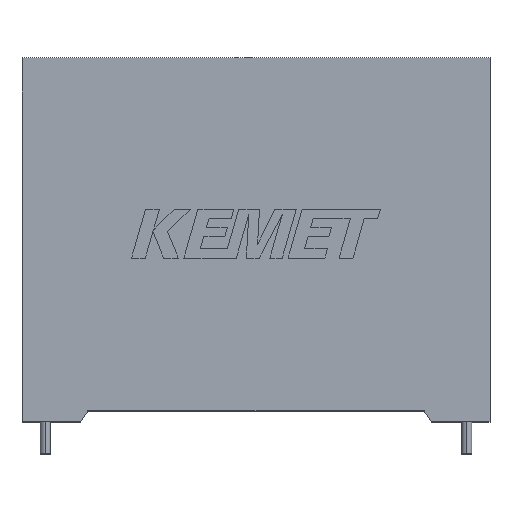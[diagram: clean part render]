
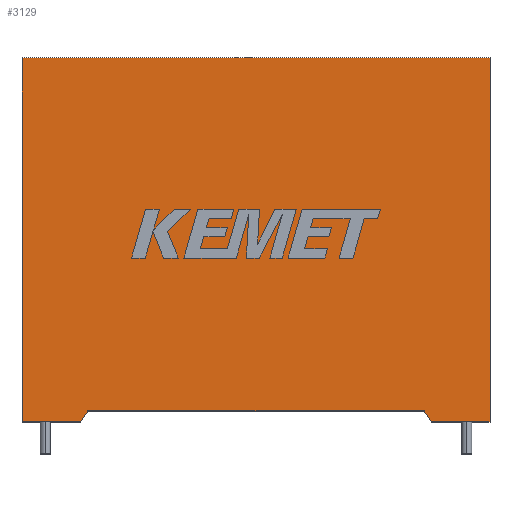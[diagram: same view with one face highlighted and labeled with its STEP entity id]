
A CAD part, top view. The second image highlights one B-rep face of the part: STEP entity #3129.
In plain terms, the highlighted planar face has unit normal (0, 0, 1).
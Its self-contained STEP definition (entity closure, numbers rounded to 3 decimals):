
#12 = VECTOR ( 'NONE', #953, 1000. ) ;
#43 = CARTESIAN_POINT ( 'NONE',  ( 58.3, 45.3, 30.5 ) ) ;
#44 = DIRECTION ( 'NONE',  ( 0., -1., 0. ) ) ;
#93 = LINE ( 'NONE', #2981, #435 ) ;
#113 = VECTOR ( 'NONE', #2835, 1000. ) ;
#202 = VECTOR ( 'NONE', #940, 1000. ) ;
#239 = VECTOR ( 'NONE', #1649, 1000. ) ;
#244 = DIRECTION ( 'NONE',  ( 0., 1., 0. ) ) ;
#305 = AXIS2_PLACEMENT_3D ( 'NONE', #1841, #1328, #400 ) ;
#312 = LINE ( 'NONE', #1545, #239 ) ;
#367 = CARTESIAN_POINT ( 'NONE',  ( 0., 45.3, 30.5 ) ) ;
#400 = DIRECTION ( 'NONE',  ( -1., 0., 0. ) ) ;
#435 = VECTOR ( 'NONE', #44, 1000. ) ;
#469 = CARTESIAN_POINT ( 'NONE',  ( 58.3, 0., 30.5 ) ) ;
#543 = VERTEX_POINT ( 'NONE', #2781 ) ;
#565 = PLANE ( 'NONE',  #305 ) ;
#581 = EDGE_CURVE ( 'NONE', #3021, #3104, #1702, .T. ) ;
#589 = ORIENTED_EDGE ( 'NONE', *, *, #1224, .T. ) ;
#697 = VECTOR ( 'NONE', #244, 1000. ) ;
#719 = ORIENTED_EDGE ( 'NONE', *, *, #2014, .T. ) ;
#726 = CARTESIAN_POINT ( 'NONE',  ( 0., 0., 30.5 ) ) ;
#940 = DIRECTION ( 'NONE',  ( 1., 0., 0. ) ) ;
#943 = EDGE_CURVE ( 'NONE', #1035, #543, #93, .T. ) ;
#953 = DIRECTION ( 'NONE',  ( 1., 0., 0. ) ) ;
#1035 = VERTEX_POINT ( 'NONE', #367 ) ;
#1036 = LINE ( 'NONE', #1278, #2886 ) ;
#1057 = ORIENTED_EDGE ( 'NONE', *, *, #581, .F. ) ;
#1179 = DIRECTION ( 'NONE',  ( -1., 0., 0. ) ) ;
#1224 = EDGE_CURVE ( 'NONE', #2972, #1035, #2997, .T. ) ;
#1226 = FACE_OUTER_BOUND ( 'NONE', #1753, .T. ) ;
#1278 = CARTESIAN_POINT ( 'NONE',  ( 8.2, 1.332, 30.5 ) ) ;
#1279 = CARTESIAN_POINT ( 'NONE',  ( 50.1, 1.332, 30.5 ) ) ;
#1289 = EDGE_CURVE ( 'NONE', #1833, #1953, #2025, .T. ) ;
#1328 = DIRECTION ( 'NONE',  ( 0., 0., -1. ) ) ;
#1340 = LINE ( 'NONE', #469, #697 ) ;
#1443 = LINE ( 'NONE', #2160, #202 ) ;
#1525 = VERTEX_POINT ( 'NONE', #2508 ) ;
#1545 = CARTESIAN_POINT ( 'NONE',  ( 50.1, 1.332, 30.5 ) ) ;
#1646 = CARTESIAN_POINT ( 'NONE',  ( 51., 0., 30.5 ) ) ;
#1649 = DIRECTION ( 'NONE',  ( 0.56, -0.829, 0. ) ) ;
#1676 = VECTOR ( 'NONE', #1179, 1000. ) ;
#1702 = LINE ( 'NONE', #2583, #113 ) ;
#1753 = EDGE_LOOP ( 'NONE', ( #1057, #2296, #2905, #719, #589, #2842, #2376, #2023 ) ) ;
#1833 = VERTEX_POINT ( 'NONE', #1646 ) ;
#1841 = CARTESIAN_POINT ( 'NONE',  ( 0., 0., 30.5 ) ) ;
#1930 = CARTESIAN_POINT ( 'NONE',  ( 58.3, 0., 30.5 ) ) ;
#1953 = VERTEX_POINT ( 'NONE', #1930 ) ;
#2014 = EDGE_CURVE ( 'NONE', #1953, #2972, #1340, .T. ) ;
#2023 = ORIENTED_EDGE ( 'NONE', *, *, #2093, .F. ) ;
#2025 = LINE ( 'NONE', #726, #12 ) ;
#2093 = EDGE_CURVE ( 'NONE', #3104, #1525, #1036, .T. ) ;
#2118 = EDGE_CURVE ( 'NONE', #3021, #1833, #312, .T. ) ;
#2153 = EDGE_CURVE ( 'NONE', #543, #1525, #1443, .T. ) ;
#2160 = CARTESIAN_POINT ( 'NONE',  ( 0., 0., 30.5 ) ) ;
#2296 = ORIENTED_EDGE ( 'NONE', *, *, #2118, .T. ) ;
#2376 = ORIENTED_EDGE ( 'NONE', *, *, #2153, .T. ) ;
#2508 = CARTESIAN_POINT ( 'NONE',  ( 7.3, 0., 30.5 ) ) ;
#2583 = CARTESIAN_POINT ( 'NONE',  ( 29.15, 1.332, 30.5 ) ) ;
#2781 = CARTESIAN_POINT ( 'NONE',  ( 0., 0., 30.5 ) ) ;
#2835 = DIRECTION ( 'NONE',  ( -1., 0., 0. ) ) ;
#2842 = ORIENTED_EDGE ( 'NONE', *, *, #943, .T. ) ;
#2855 = CARTESIAN_POINT ( 'NONE',  ( 0., 45.3, 30.5 ) ) ;
#2886 = VECTOR ( 'NONE', #3095, 1000. ) ;
#2905 = ORIENTED_EDGE ( 'NONE', *, *, #1289, .T. ) ;
#2972 = VERTEX_POINT ( 'NONE', #43 ) ;
#2981 = CARTESIAN_POINT ( 'NONE',  ( 0., 0., 30.5 ) ) ;
#2997 = LINE ( 'NONE', #2855, #1676 ) ;
#3007 = CARTESIAN_POINT ( 'NONE',  ( 8.2, 1.332, 30.5 ) ) ;
#3021 = VERTEX_POINT ( 'NONE', #1279 ) ;
#3095 = DIRECTION ( 'NONE',  ( -0.56, -0.829, 0. ) ) ;
#3104 = VERTEX_POINT ( 'NONE', #3007 ) ;
#3129 = ADVANCED_FACE ( 'NONE', ( #1226 ), #565, .F. ) ;
